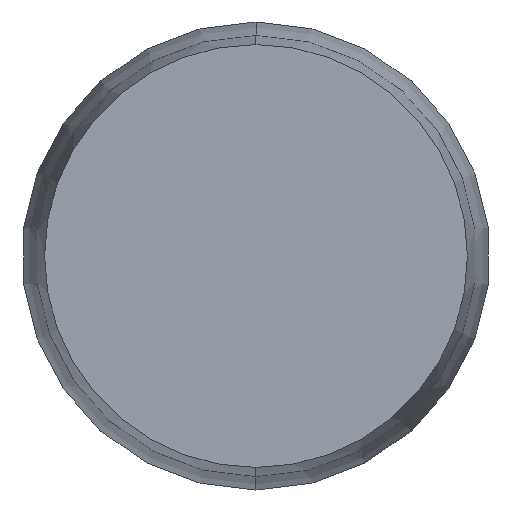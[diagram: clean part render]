
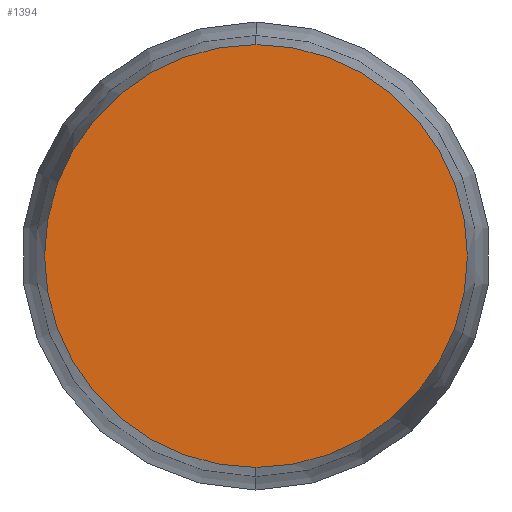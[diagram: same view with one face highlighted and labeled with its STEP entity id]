
A CAD part, left-side view. The second image highlights one B-rep face of the part: STEP entity #1394.
In plain terms, the highlighted planar face has unit normal (-1, 0, 0).
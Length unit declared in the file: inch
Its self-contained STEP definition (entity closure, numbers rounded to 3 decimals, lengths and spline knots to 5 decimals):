
#317 = CIRCLE ( 'NONE', #1546, 0.01875 ) ;
#330 = CARTESIAN_POINT ( 'NONE',  ( 0., 0., 0. ) ) ;
#353 = VERTEX_POINT ( 'NONE', #1600 ) ;
#561 = CARTESIAN_POINT ( 'NONE',  ( 0., 0., -0.01875 ) ) ;
#569 = EDGE_LOOP ( 'NONE', ( #1269, #642 ) ) ;
#571 = EDGE_CURVE ( 'NONE', #811, #353, #317, .T. ) ;
#642 = ORIENTED_EDGE ( 'NONE', *, *, #571, .T. ) ;
#755 = DIRECTION ( 'NONE',  ( 0., 0., 1. ) ) ;
#765 = DIRECTION ( 'NONE',  ( 0., 0., 1. ) ) ;
#811 = VERTEX_POINT ( 'NONE', #561 ) ;
#986 = FACE_OUTER_BOUND ( 'NONE', #569, .T. ) ;
#1032 = CIRCLE ( 'NONE', #1079, 0.01875 ) ;
#1037 = EDGE_CURVE ( 'NONE', #353, #811, #1032, .T. ) ;
#1043 = AXIS2_PLACEMENT_3D ( 'NONE', #1488, #1400, #1968 ) ;
#1079 = AXIS2_PLACEMENT_3D ( 'NONE', #330, #1754, #765 ) ;
#1217 = PLANE ( 'NONE',  #1043 ) ;
#1269 = ORIENTED_EDGE ( 'NONE', *, *, #1037, .T. ) ;
#1394 = ADVANCED_FACE ( 'NONE', ( #986 ), #1217, .F. ) ;
#1400 = DIRECTION ( 'NONE',  ( 1., 0., 0. ) ) ;
#1488 = CARTESIAN_POINT ( 'NONE',  ( 0., 0.01595, 0. ) ) ;
#1546 = AXIS2_PLACEMENT_3D ( 'NONE', #1659, #1934, #755 ) ;
#1600 = CARTESIAN_POINT ( 'NONE',  ( 0., 0., 0.01875 ) ) ;
#1659 = CARTESIAN_POINT ( 'NONE',  ( 0., 0., 0. ) ) ;
#1754 = DIRECTION ( 'NONE',  ( -1., 0., 0. ) ) ;
#1934 = DIRECTION ( 'NONE',  ( -1., 0., 0. ) ) ;
#1968 = DIRECTION ( 'NONE',  ( 0., 0., -1. ) ) ;
